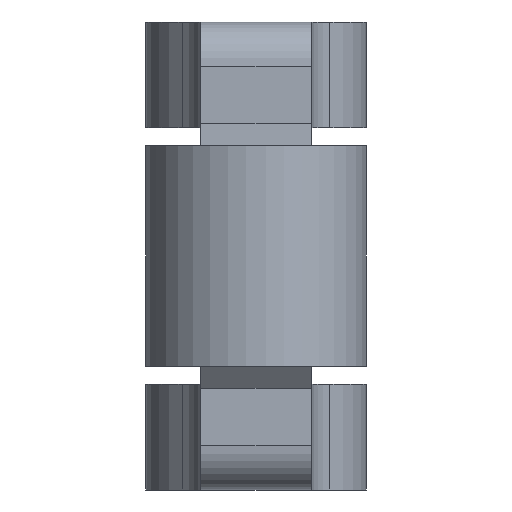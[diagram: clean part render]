
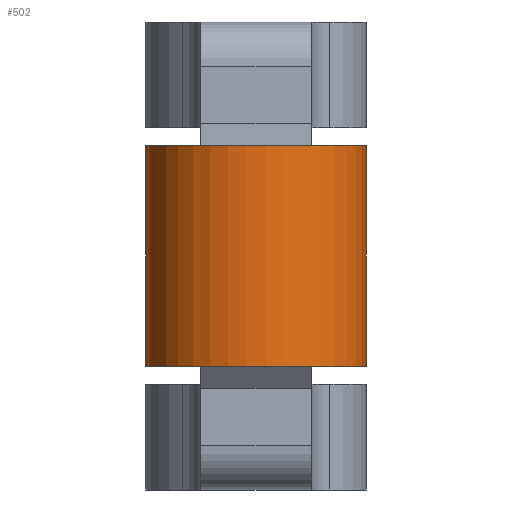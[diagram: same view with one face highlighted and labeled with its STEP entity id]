
A CAD part, front view. The second image highlights one B-rep face of the part: STEP entity #502.
In plain terms, the highlighted cylindrical face has radius 2.5 mm (diameter 5 mm), a partial arc.
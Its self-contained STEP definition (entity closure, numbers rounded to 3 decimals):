
#25=CYLINDRICAL_SURFACE('',#567,2.5);
#56=CIRCLE('',#563,2.5);
#59=CIRCLE('',#568,2.5);
#84=FACE_OUTER_BOUND('',#116,.T.);
#116=EDGE_LOOP('',(#431,#432,#433,#434));
#161=LINE('',#860,#204);
#162=LINE('',#862,#205);
#204=VECTOR('',#709,10.);
#205=VECTOR('',#710,10.);
#246=VERTEX_POINT('',#845);
#247=VERTEX_POINT('',#847);
#251=VERTEX_POINT('',#859);
#252=VERTEX_POINT('',#861);
#311=EDGE_CURVE('',#246,#247,#56,.T.);
#317=EDGE_CURVE('',#251,#247,#161,.T.);
#318=EDGE_CURVE('',#246,#252,#162,.T.);
#319=EDGE_CURVE('',#251,#252,#59,.F.);
#431=ORIENTED_EDGE('',*,*,#317,.T.);
#432=ORIENTED_EDGE('',*,*,#311,.F.);
#433=ORIENTED_EDGE('',*,*,#318,.T.);
#434=ORIENTED_EDGE('',*,*,#319,.F.);
#502=ADVANCED_FACE('',(#84),#25,.T.);
#563=AXIS2_PLACEMENT_3D('',#848,#696,#697);
#567=AXIS2_PLACEMENT_3D('',#858,#707,#708);
#568=AXIS2_PLACEMENT_3D('',#863,#711,#712);
#696=DIRECTION('center_axis',(0.,0.,
1.));
#697=DIRECTION('ref_axis',(1.,0.,0.));
#707=DIRECTION('center_axis',(0.,0.,
1.));
#708=DIRECTION('ref_axis',(0.,-1.,0.));
#709=DIRECTION('',(0.,0.,1.));
#710=DIRECTION('',(0.,0.,-1.));
#711=DIRECTION('center_axis',(0.,0.,
1.));
#712=DIRECTION('ref_axis',(1.,0.,0.));
#845=CARTESIAN_POINT('',(42.792,-3.399,-3.));
#847=CARTESIAN_POINT('',(46.913,-3.399,-3.));
#848=CARTESIAN_POINT('Origin',(44.853,-4.815,-3.));
#858=CARTESIAN_POINT('Origin',(44.853,-4.815,-5.5));
#859=CARTESIAN_POINT('',(46.913,-3.399,-8.));
#860=CARTESIAN_POINT('',(46.913,-3.399,-5.5));
#861=CARTESIAN_POINT('',(42.792,-3.399,-8.));
#862=CARTESIAN_POINT('',(42.792,-3.399,-5.5));
#863=CARTESIAN_POINT('Origin',(44.853,-4.815,-8.));
